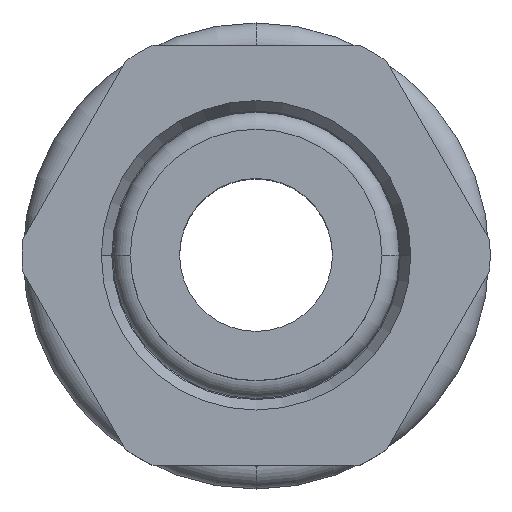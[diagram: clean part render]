
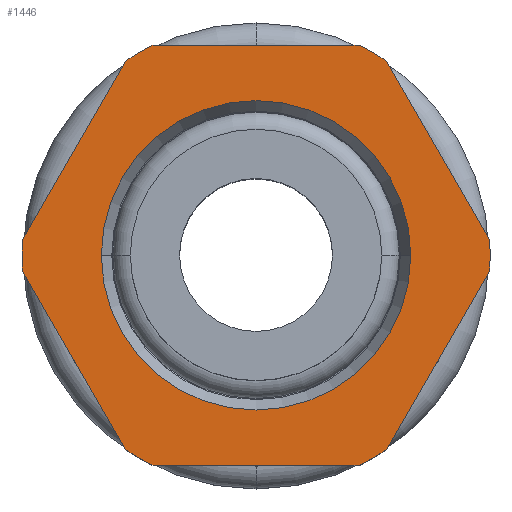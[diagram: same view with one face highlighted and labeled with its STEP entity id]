
A CAD part, top view. The second image highlights one B-rep face of the part: STEP entity #1446.
In plain terms, the highlighted planar face has unit normal (0, 0, 1).
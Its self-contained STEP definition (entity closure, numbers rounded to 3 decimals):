
#23 = DIRECTION ( 'NONE',  ( 0., 0., 1. ) ) ;
#75 = VERTEX_POINT ( 'NONE', #3723 ) ;
#79 = CARTESIAN_POINT ( 'NONE',  ( -12.222, -0.831, 7.5 ) ) ;
#84 = CARTESIAN_POINT ( 'NONE',  ( 8.1, 0., 7.5 ) ) ;
#131 = EDGE_CURVE ( 'NONE', #2432, #172, #766, .T. ) ;
#134 = AXIS2_PLACEMENT_3D ( 'NONE', #2572, #3895, #3618 ) ;
#137 = ORIENTED_EDGE ( 'NONE', *, *, #682, .T. ) ;
#139 = CIRCLE ( 'NONE', #217, 12.25 ) ;
#143 = ORIENTED_EDGE ( 'NONE', *, *, #3818, .T. ) ;
#172 = VERTEX_POINT ( 'NONE', #79 ) ;
#184 = VERTEX_POINT ( 'NONE', #416 ) ;
#195 = AXIS2_PLACEMENT_3D ( 'NONE', #1640, #2008, #2731 ) ;
#201 = FACE_BOUND ( 'NONE', #2082, .T. ) ;
#204 = CARTESIAN_POINT ( 'NONE',  ( -8.1, 0., 7.5 ) ) ;
#217 = AXIS2_PLACEMENT_3D ( 'NONE', #2539, #1240, #1883 ) ;
#248 = EDGE_CURVE ( 'NONE', #826, #75, #2456, .T. ) ;
#283 = ORIENTED_EDGE ( 'NONE', *, *, #440, .T. ) ;
#364 = CIRCLE ( 'NONE', #134, 12.25 ) ;
#409 = VECTOR ( 'NONE', #4035, 1000. ) ;
#416 = CARTESIAN_POINT ( 'NONE',  ( 12.222, -0.831, 7.5 ) ) ;
#427 = DIRECTION ( 'NONE',  ( 1., 0., 0. ) ) ;
#440 = EDGE_CURVE ( 'NONE', #1002, #4411, #2024, .T. ) ;
#486 = AXIS2_PLACEMENT_3D ( 'NONE', #2036, #2664, #3087 ) ;
#513 = CARTESIAN_POINT ( 'NONE',  ( 6.351, -11., 7.5 ) ) ;
#538 = CARTESIAN_POINT ( 'NONE',  ( -6.831, -10.169, 7.5 ) ) ;
#573 = ORIENTED_EDGE ( 'NONE', *, *, #2271, .T. ) ;
#624 = ORIENTED_EDGE ( 'NONE', *, *, #4018, .T. ) ;
#665 = CARTESIAN_POINT ( 'NONE',  ( 5.391, -11., 7.5 ) ) ;
#675 = VERTEX_POINT ( 'NONE', #1294 ) ;
#682 = EDGE_CURVE ( 'NONE', #1477, #184, #4384, .T. ) ;
#696 = CARTESIAN_POINT ( 'NONE',  ( 5.391, 11., 7.5 ) ) ;
#707 = CIRCLE ( 'NONE', #195, 8.1 ) ;
#766 = CIRCLE ( 'NONE', #3252, 12.25 ) ;
#826 = VERTEX_POINT ( 'NONE', #696 ) ;
#906 = DIRECTION ( 'NONE',  ( 0., 0., 1. ) ) ;
#1002 = VERTEX_POINT ( 'NONE', #3430 ) ;
#1024 = CARTESIAN_POINT ( 'NONE',  ( 0., 0., 7.5 ) ) ;
#1072 = CIRCLE ( 'NONE', #2320, 12.25 ) ;
#1082 = EDGE_CURVE ( 'NONE', #184, #1002, #1072, .T. ) ;
#1135 = CIRCLE ( 'NONE', #3696, 8.1 ) ;
#1154 = LINE ( 'NONE', #3688, #1508 ) ;
#1187 = ORIENTED_EDGE ( 'NONE', *, *, #3901, .T. ) ;
#1240 = DIRECTION ( 'NONE',  ( 0., 0., 1. ) ) ;
#1273 = DIRECTION ( 'NONE',  ( 0., 0., 1. ) ) ;
#1294 = CARTESIAN_POINT ( 'NONE',  ( -6.831, 10.169, 7.5 ) ) ;
#1315 = AXIS2_PLACEMENT_3D ( 'NONE', #3468, #23, #4185 ) ;
#1446 = ADVANCED_FACE ( 'NONE', ( #201, #2400 ), #3788, .T. ) ;
#1477 = VERTEX_POINT ( 'NONE', #1642 ) ;
#1498 = CARTESIAN_POINT ( 'NONE',  ( 6.831, 10.169, 7.5 ) ) ;
#1508 = VECTOR ( 'NONE', #2549, 1000. ) ;
#1587 = VERTEX_POINT ( 'NONE', #4118 ) ;
#1613 = ORIENTED_EDGE ( 'NONE', *, *, #248, .T. ) ;
#1620 = DIRECTION ( 'NONE',  ( 1., 0., 0. ) ) ;
#1640 = CARTESIAN_POINT ( 'NONE',  ( 0., 0., 7.5 ) ) ;
#1642 = CARTESIAN_POINT ( 'NONE',  ( 6.831, -10.169, 7.5 ) ) ;
#1658 = ORIENTED_EDGE ( 'NONE', *, *, #2903, .T. ) ;
#1763 = ORIENTED_EDGE ( 'NONE', *, *, #1082, .T. ) ;
#1767 = VERTEX_POINT ( 'NONE', #84 ) ;
#1828 = CARTESIAN_POINT ( 'NONE',  ( 6.351, 11., 7.5 ) ) ;
#1872 = CARTESIAN_POINT ( 'NONE',  ( 0., 0., 7.5 ) ) ;
#1883 = DIRECTION ( 'NONE',  ( 1., 0., 0. ) ) ;
#1942 = DIRECTION ( 'NONE',  ( 0.5, 0.866, 0. ) ) ;
#1999 = CARTESIAN_POINT ( 'NONE',  ( 0., 0., 7.5 ) ) ;
#2008 = DIRECTION ( 'NONE',  ( 0., 0., -1. ) ) ;
#2019 = EDGE_CURVE ( 'NONE', #1767, #4132, #1135, .T. ) ;
#2024 = LINE ( 'NONE', #4427, #3047 ) ;
#2036 = CARTESIAN_POINT ( 'NONE',  ( 12.5, 0., 7.5 ) ) ;
#2059 = EDGE_CURVE ( 'NONE', #4132, #1767, #707, .T. ) ;
#2082 = EDGE_LOOP ( 'NONE', ( #2125, #2984 ) ) ;
#2100 = DIRECTION ( 'NONE',  ( -1., 0., 0. ) ) ;
#2125 = ORIENTED_EDGE ( 'NONE', *, *, #2019, .T. ) ;
#2174 = DIRECTION ( 'NONE',  ( 0., 0., 1. ) ) ;
#2271 = EDGE_CURVE ( 'NONE', #3105, #4236, #1154, .T. ) ;
#2320 = AXIS2_PLACEMENT_3D ( 'NONE', #1999, #3449, #3368 ) ;
#2400 = FACE_OUTER_BOUND ( 'NONE', #2489, .T. ) ;
#2417 = ORIENTED_EDGE ( 'NONE', *, *, #131, .T. ) ;
#2432 = VERTEX_POINT ( 'NONE', #2629 ) ;
#2456 = LINE ( 'NONE', #1828, #2522 ) ;
#2489 = EDGE_LOOP ( 'NONE', ( #4291, #624, #2417, #1658, #1187, #573, #143, #137, #1763, #283, #2989, #1613, #3759 ) ) ;
#2522 = VECTOR ( 'NONE', #2100, 1000. ) ;
#2536 = EDGE_CURVE ( 'NONE', #675, #1587, #2648, .T. ) ;
#2539 = CARTESIAN_POINT ( 'NONE',  ( 0., 0., 7.5 ) ) ;
#2549 = DIRECTION ( 'NONE',  ( 1., 0., 0. ) ) ;
#2551 = AXIS2_PLACEMENT_3D ( 'NONE', #3700, #906, #4350 ) ;
#2572 = CARTESIAN_POINT ( 'NONE',  ( 0., 0., 7.5 ) ) ;
#2600 = CARTESIAN_POINT ( 'NONE',  ( -6.351, 11., 7.5 ) ) ;
#2629 = CARTESIAN_POINT ( 'NONE',  ( -12.25, 0., 7.5 ) ) ;
#2648 = LINE ( 'NONE', #2600, #409 ) ;
#2664 = DIRECTION ( 'NONE',  ( 0., 0., 1. ) ) ;
#2704 = VERTEX_POINT ( 'NONE', #538 ) ;
#2731 = DIRECTION ( 'NONE',  ( -1., 0., 0. ) ) ;
#2819 = VECTOR ( 'NONE', #3188, 1000. ) ;
#2826 = VECTOR ( 'NONE', #1942, 1000. ) ;
#2903 = EDGE_CURVE ( 'NONE', #172, #2704, #3169, .T. ) ;
#2984 = ORIENTED_EDGE ( 'NONE', *, *, #2059, .T. ) ;
#2987 = CARTESIAN_POINT ( 'NONE',  ( -5.391, -11., 7.5 ) ) ;
#2989 = ORIENTED_EDGE ( 'NONE', *, *, #4379, .T. ) ;
#3047 = VECTOR ( 'NONE', #3412, 1000. ) ;
#3071 = CIRCLE ( 'NONE', #3931, 12.25 ) ;
#3087 = DIRECTION ( 'NONE',  ( 1., 0., 0. ) ) ;
#3105 = VERTEX_POINT ( 'NONE', #2987 ) ;
#3132 = DIRECTION ( 'NONE',  ( 0., 0., -1. ) ) ;
#3144 = CIRCLE ( 'NONE', #1315, 12.25 ) ;
#3169 = LINE ( 'NONE', #3908, #2819 ) ;
#3188 = DIRECTION ( 'NONE',  ( 0.5, -0.866, 0. ) ) ;
#3252 = AXIS2_PLACEMENT_3D ( 'NONE', #1024, #1273, #1620 ) ;
#3368 = DIRECTION ( 'NONE',  ( 1., 0., 0. ) ) ;
#3397 = DIRECTION ( 'NONE',  ( -1., 0., 0. ) ) ;
#3412 = DIRECTION ( 'NONE',  ( -0.5, 0.866, 0. ) ) ;
#3429 = CIRCLE ( 'NONE', #2551, 12.25 ) ;
#3430 = CARTESIAN_POINT ( 'NONE',  ( 12.222, 0.831, 7.5 ) ) ;
#3449 = DIRECTION ( 'NONE',  ( 0., 0., 1. ) ) ;
#3468 = CARTESIAN_POINT ( 'NONE',  ( 0., 0., 7.5 ) ) ;
#3486 = EDGE_CURVE ( 'NONE', #75, #675, #139, .T. ) ;
#3618 = DIRECTION ( 'NONE',  ( 1., 0., 0. ) ) ;
#3688 = CARTESIAN_POINT ( 'NONE',  ( -6.351, -11., 7.5 ) ) ;
#3696 = AXIS2_PLACEMENT_3D ( 'NONE', #3762, #3132, #3397 ) ;
#3700 = CARTESIAN_POINT ( 'NONE',  ( 0., 0., 7.5 ) ) ;
#3723 = CARTESIAN_POINT ( 'NONE',  ( -5.391, 11., 7.5 ) ) ;
#3759 = ORIENTED_EDGE ( 'NONE', *, *, #3486, .T. ) ;
#3762 = CARTESIAN_POINT ( 'NONE',  ( 0., 0., 7.5 ) ) ;
#3788 = PLANE ( 'NONE',  #486 ) ;
#3818 = EDGE_CURVE ( 'NONE', #4236, #1477, #3144, .T. ) ;
#3895 = DIRECTION ( 'NONE',  ( 0., 0., 1. ) ) ;
#3901 = EDGE_CURVE ( 'NONE', #2704, #3105, #3071, .T. ) ;
#3908 = CARTESIAN_POINT ( 'NONE',  ( -12.702, 0., 7.5 ) ) ;
#3931 = AXIS2_PLACEMENT_3D ( 'NONE', #1872, #2174, #427 ) ;
#4018 = EDGE_CURVE ( 'NONE', #1587, #2432, #3429, .T. ) ;
#4035 = DIRECTION ( 'NONE',  ( -0.5, -0.866, 0. ) ) ;
#4118 = CARTESIAN_POINT ( 'NONE',  ( -12.222, 0.831, 7.5 ) ) ;
#4132 = VERTEX_POINT ( 'NONE', #204 ) ;
#4185 = DIRECTION ( 'NONE',  ( 1., 0., 0. ) ) ;
#4236 = VERTEX_POINT ( 'NONE', #665 ) ;
#4291 = ORIENTED_EDGE ( 'NONE', *, *, #2536, .T. ) ;
#4350 = DIRECTION ( 'NONE',  ( 1., 0., 0. ) ) ;
#4379 = EDGE_CURVE ( 'NONE', #4411, #826, #364, .T. ) ;
#4384 = LINE ( 'NONE', #513, #2826 ) ;
#4411 = VERTEX_POINT ( 'NONE', #1498 ) ;
#4427 = CARTESIAN_POINT ( 'NONE',  ( 12.702, 0., 7.5 ) ) ;
